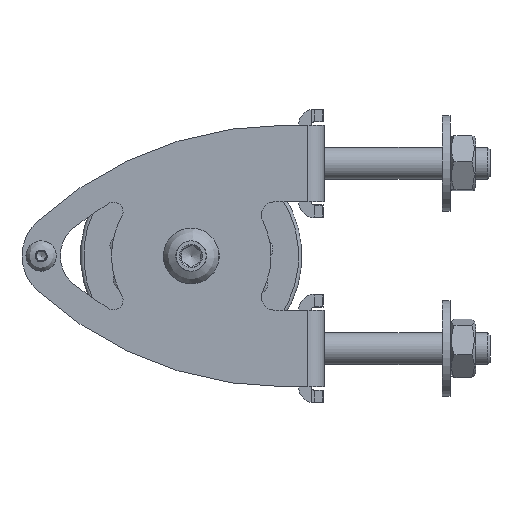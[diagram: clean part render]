
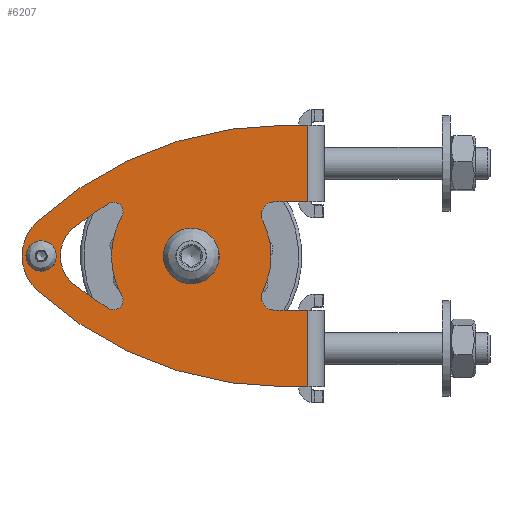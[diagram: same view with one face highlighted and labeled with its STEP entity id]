
A CAD part, left-side view. The second image highlights one B-rep face of the part: STEP entity #6207.
In plain terms, the highlighted planar face has unit normal (-1, 0, 0).
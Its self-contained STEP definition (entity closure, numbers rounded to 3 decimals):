
#226=FACE_BOUND('',#2020,.T.);
#227=FACE_BOUND('',#2021,.T.);
#228=FACE_BOUND('',#2022,.T.);
#387=PLANE('',#6943);
#499=LINE('',#9306,#901);
#510=LINE('',#9334,#912);
#543=LINE('',#9437,#945);
#572=LINE('',#9519,#974);
#632=LINE('',#9675,#1034);
#711=LINE('',#10115,#1113);
#901=VECTOR('',#7313,10.);
#912=VECTOR('',#7332,10.);
#945=VECTOR('',#7429,10.);
#974=VECTOR('',#7500,10.);
#1034=VECTOR('',#7644,10.);
#1113=VECTOR('',#8051,10.);
#1596=FACE_OUTER_BOUND('',#2019,.T.);
#2019=EDGE_LOOP('',(#5569,#5570,#5571,#5572,#5573,#5574,#5575,#5576,#5577,
#5578,#5579,#5580,#5581,#5582));
#2020=EDGE_LOOP('',(#5583,#5584,#5585,#5586,#5587,#5588));
#2021=EDGE_LOOP('',(#5589));
#2022=EDGE_LOOP('',(#5590));
#2110=CIRCLE('',#6328,91.2);
#2112=CIRCLE('',#6331,4.);
#2114=CIRCLE('',#6334,25.);
#2116=CIRCLE('',#6337,4.);
#2118=CIRCLE('',#6340,91.2);
#2140=CIRCLE('',#6372,115.2);
#2142=CIRCLE('',#6375,14.666);
#2144=CIRCLE('',#6378,115.2);
#2208=CIRCLE('',#6489,25.);
#2210=CIRCLE('',#6492,3.);
#2212=CIRCLE('',#6495,3.);
#2214=CIRCLE('',#6498,106.2);
#2216=CIRCLE('',#6501,106.2);
#2218=CIRCLE('',#6504,11.24);
#2255=CIRCLE('',#6575,8.415);
#2450=CIRCLE('',#6944,4.411);
#2580=VERTEX_POINT('',#9195);
#2581=VERTEX_POINT('',#9197);
#2585=VERTEX_POINT('',#9207);
#2587=VERTEX_POINT('',#9213);
#2589=VERTEX_POINT('',#9219);
#2593=VERTEX_POINT('',#9229);
#2620=VERTEX_POINT('',#9304);
#2632=VERTEX_POINT('',#9331);
#2633=VERTEX_POINT('',#9333);
#2638=VERTEX_POINT('',#9345);
#2642=VERTEX_POINT('',#9355);
#2644=VERTEX_POINT('',#9361);
#2671=VERTEX_POINT('',#9436);
#2703=VERTEX_POINT('',#9518);
#2790=VERTEX_POINT('',#9766);
#2791=VERTEX_POINT('',#9768);
#2793=VERTEX_POINT('',#9774);
#2795=VERTEX_POINT('',#9780);
#2797=VERTEX_POINT('',#9786);
#2799=VERTEX_POINT('',#9792);
#2848=VERTEX_POINT('',#10024);
#3060=VERTEX_POINT('',#10911);
#3212=EDGE_CURVE('',#2581,#2580,#2110,.T.);
#3218=EDGE_CURVE('',#2580,#2585,#2112,.T.);
#3221=EDGE_CURVE('',#2585,#2587,#2114,.T.);
#3224=EDGE_CURVE('',#2589,#2587,#2116,.T.);
#3229=EDGE_CURVE('',#2589,#2593,#2118,.T.);
#3269=EDGE_CURVE('',#2593,#2620,#499,.T.);
#3283=EDGE_CURVE('',#2633,#2632,#510,.T.);
#3289=EDGE_CURVE('',#2638,#2633,#2140,.T.);
#3294=EDGE_CURVE('',#2642,#2638,#2142,.T.);
#3297=EDGE_CURVE('',#2644,#2642,#2144,.T.);
#3338=EDGE_CURVE('',#2644,#2671,#543,.T.);
#3380=EDGE_CURVE('',#2703,#2581,#572,.T.);
#3462=EDGE_CURVE('',#2620,#2671,#632,.T.);
#3510=EDGE_CURVE('',#2791,#2790,#2208,.T.);
#3513=EDGE_CURVE('',#2793,#2791,#2210,.T.);
#3517=EDGE_CURVE('',#2790,#2795,#2212,.T.);
#3519=EDGE_CURVE('',#2797,#2793,#2214,.T.);
#3523=EDGE_CURVE('',#2795,#2799,#2216,.T.);
#3525=EDGE_CURVE('',#2799,#2797,#2218,.T.);
#3605=EDGE_CURVE('',#2848,#2848,#2255,.T.);
#3641=EDGE_CURVE('',#2632,#2703,#711,.T.);
#3922=EDGE_CURVE('',#3060,#3060,#2450,.T.);
#5569=ORIENTED_EDGE('',*,*,#3380,.T.);
#5570=ORIENTED_EDGE('',*,*,#3212,.T.);
#5571=ORIENTED_EDGE('',*,*,#3218,.T.);
#5572=ORIENTED_EDGE('',*,*,#3221,.T.);
#5573=ORIENTED_EDGE('',*,*,#3224,.F.);
#5574=ORIENTED_EDGE('',*,*,#3229,.T.);
#5575=ORIENTED_EDGE('',*,*,#3269,.T.);
#5576=ORIENTED_EDGE('',*,*,#3462,.T.);
#5577=ORIENTED_EDGE('',*,*,#3338,.F.);
#5578=ORIENTED_EDGE('',*,*,#3297,.T.);
#5579=ORIENTED_EDGE('',*,*,#3294,.T.);
#5580=ORIENTED_EDGE('',*,*,#3289,.T.);
#5581=ORIENTED_EDGE('',*,*,#3283,.T.);
#5582=ORIENTED_EDGE('',*,*,#3641,.T.);
#5583=ORIENTED_EDGE('',*,*,#3513,.T.);
#5584=ORIENTED_EDGE('',*,*,#3510,.T.);
#5585=ORIENTED_EDGE('',*,*,#3517,.T.);
#5586=ORIENTED_EDGE('',*,*,#3523,.T.);
#5587=ORIENTED_EDGE('',*,*,#3525,.T.);
#5588=ORIENTED_EDGE('',*,*,#3519,.T.);
#5589=ORIENTED_EDGE('',*,*,#3605,.F.);
#5590=ORIENTED_EDGE('',*,*,#3922,.F.);
#6207=ADVANCED_FACE('',(#1596,#226,#227,#228),#387,.F.);
#6328=AXIS2_PLACEMENT_3D('',#9198,#7207,#7208);
#6331=AXIS2_PLACEMENT_3D('',#9209,#7217,#7218);
#6334=AXIS2_PLACEMENT_3D('',#9215,#7224,#7225);
#6337=AXIS2_PLACEMENT_3D('',#9221,#7231,#7232);
#6340=AXIS2_PLACEMENT_3D('',#9231,#7240,#7241);
#6372=AXIS2_PLACEMENT_3D('',#9346,#7342,#7343);
#6375=AXIS2_PLACEMENT_3D('',#9356,#7351,#7352);
#6378=AXIS2_PLACEMENT_3D('',#9362,#7358,#7359);
#6489=AXIS2_PLACEMENT_3D('',#9769,#7729,#7730);
#6492=AXIS2_PLACEMENT_3D('',#9775,#7736,#7737);
#6495=AXIS2_PLACEMENT_3D('',#9782,#7744,#7745);
#6498=AXIS2_PLACEMENT_3D('',#9787,#7750,#7751);
#6501=AXIS2_PLACEMENT_3D('',#9794,#7758,#7759);
#6504=AXIS2_PLACEMENT_3D('',#9797,#7764,#7765);
#6575=AXIS2_PLACEMENT_3D('',#10025,#7930,#7931);
#6943=AXIS2_PLACEMENT_3D('',#10910,#8750,#8751);
#6944=AXIS2_PLACEMENT_3D('',#10912,#8752,#8753);
#7207=DIRECTION('center_axis',(1.,0.,0.));
#7208=DIRECTION('ref_axis',(0.,0.,1.));
#7217=DIRECTION('center_axis',(1.,0.,0.));
#7218=DIRECTION('ref_axis',(0.,-0.041,0.999));
#7224=DIRECTION('center_axis',(-1.,0.,0.));
#7225=DIRECTION('ref_axis',(0.,-0.895,0.446));
#7231=DIRECTION('center_axis',(-1.,0.,0.));
#7232=DIRECTION('ref_axis',(0.,-0.895,0.446));
#7240=DIRECTION('center_axis',(1.,0.,0.));
#7241=DIRECTION('ref_axis',(0.,-0.041,-0.999));
#7313=DIRECTION('',(0.,-1.,0.));
#7332=DIRECTION('',(0.,-1.,0.));
#7342=DIRECTION('center_axis',(-1.,0.,0.));
#7343=DIRECTION('ref_axis',(0.,0.,
-1.));
#7351=DIRECTION('center_axis',(-1.,0.,0.));
#7352=DIRECTION('ref_axis',(0.,0.675,-0.738));
#7358=DIRECTION('center_axis',(-1.,0.,0.));
#7359=DIRECTION('ref_axis',(0.,0.675,0.738));
#7429=DIRECTION('',(0.,-1.,0.));
#7500=DIRECTION('',(0.,1.,0.));
#7644=DIRECTION('',(0.,0.,1.));
#7729=DIRECTION('center_axis',(-1.,0.,0.));
#7730=DIRECTION('ref_axis',(0.,0.869,-0.494));
#7736=DIRECTION('center_axis',(1.,0.,0.));
#7737=DIRECTION('ref_axis',(0.,-0.522,-0.853));
#7744=DIRECTION('center_axis',(1.,0.,0.));
#7745=DIRECTION('ref_axis',(0.,0.869,-0.494));
#7750=DIRECTION('center_axis',(1.,0.,0.));
#7751=DIRECTION('ref_axis',(0.,-0.624,-0.781));
#7758=DIRECTION('center_axis',(1.,0.,0.));
#7759=DIRECTION('ref_axis',(0.,-0.522,0.853));
#7764=DIRECTION('center_axis',(1.,0.,0.));
#7765=DIRECTION('ref_axis',(0.,-0.624,0.781));
#7930=DIRECTION('center_axis',(-1.,0.,0.));
#7931=DIRECTION('ref_axis',(0.,0.,-1.));
#8051=DIRECTION('',(0.,0.,1.));
#8750=DIRECTION('center_axis',(1.,0.,0.));
#8751=DIRECTION('ref_axis',(0.,0.,1.));
#8752=DIRECTION('center_axis',(-1.,0.,0.));
#8753=DIRECTION('ref_axis',(0.,0.,-1.));
#9195=CARTESIAN_POINT('',(-27.25,13.812,-16.925));
#9197=CARTESIAN_POINT('',(-27.25,10.109,-17.));
#9198=CARTESIAN_POINT('Origin',(-27.25,10.109,74.2));
#9207=CARTESIAN_POINT('',(-27.25,17.23,-11.145));
#9209=CARTESIAN_POINT('Origin',(-27.25,13.65,-12.928));
#9213=CARTESIAN_POINT('',(-27.25,17.23,11.145));
#9215=CARTESIAN_POINT('Origin',(-27.25,39.609,0.));
#9219=CARTESIAN_POINT('',(-27.25,13.812,16.925));
#9221=CARTESIAN_POINT('Origin',(-27.25,13.65,12.928));
#9229=CARTESIAN_POINT('',(-27.25,10.109,17.));
#9231=CARTESIAN_POINT('Origin',(-27.25,10.109,-74.2));
#9304=CARTESIAN_POINT('',(-27.25,3.1,17.));
#9306=CARTESIAN_POINT('',(-27.25,-39.991,17.));
#9331=CARTESIAN_POINT('',(-27.25,3.1,-41.));
#9333=CARTESIAN_POINT('',(-27.25,10.109,-41.));
#9334=CARTESIAN_POINT('',(-27.25,-6.591,-41.));
#9345=CARTESIAN_POINT('',(-27.25,87.839,-10.824));
#9346=CARTESIAN_POINT('Origin',(-27.25,10.109,74.2));
#9355=CARTESIAN_POINT('',(-27.25,87.839,10.824));
#9356=CARTESIAN_POINT('Origin',(-27.25,77.943,0.));
#9361=CARTESIAN_POINT('',(-27.25,10.109,41.));
#9362=CARTESIAN_POINT('Origin',(-27.25,10.109,-74.2));
#9436=CARTESIAN_POINT('',(-27.25,3.1,41.));
#9437=CARTESIAN_POINT('',(-27.25,-39.991,41.));
#9518=CARTESIAN_POINT('',(-27.25,3.1,-17.));
#9519=CARTESIAN_POINT('',(-27.25,-6.591,-17.));
#9675=CARTESIAN_POINT('',(-27.25,3.1,8.5));
#9766=CARTESIAN_POINT('',(-27.25,61.34,-12.36));
#9768=CARTESIAN_POINT('',(-27.25,61.34,12.36));
#9769=CARTESIAN_POINT('Origin',(-27.25,39.609,0.));
#9774=CARTESIAN_POINT('',(-27.25,65.512,16.403));
#9775=CARTESIAN_POINT('Origin',(-27.25,63.947,13.844));
#9780=CARTESIAN_POINT('',(-27.25,65.512,-16.403));
#9782=CARTESIAN_POINT('Origin',(-27.25,63.947,-13.844));
#9786=CARTESIAN_POINT('',(-27.25,76.383,8.783));
#9787=CARTESIAN_POINT('Origin',(-27.25,10.109,-74.2));
#9792=CARTESIAN_POINT('',(-27.25,76.383,-8.783));
#9794=CARTESIAN_POINT('Origin',(-27.25,10.109,74.2));
#9797=CARTESIAN_POINT('Origin',(-27.25,69.369,0.));
#10024=CARTESIAN_POINT('',(-27.25,38.866,8.383));
#10025=CARTESIAN_POINT('Origin',(-27.25,39.609,0.));
#10115=CARTESIAN_POINT('',(-27.25,3.1,8.5));
#10910=CARTESIAN_POINT('Origin',(-27.25,-23.291,0.));
#10911=CARTESIAN_POINT('',(-27.25,84.27,3.739));
#10912=CARTESIAN_POINT('Origin',(-27.25,86.609,0.));
